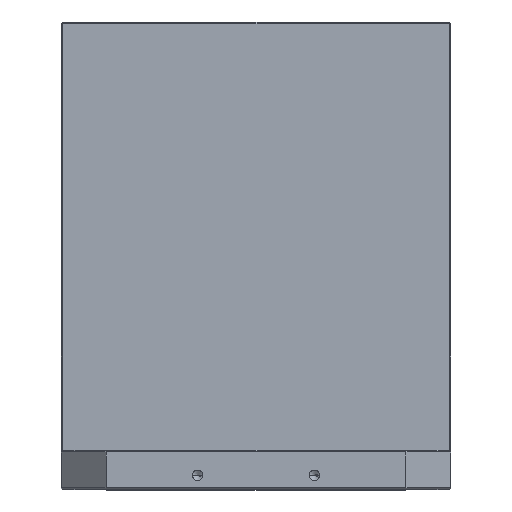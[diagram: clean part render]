
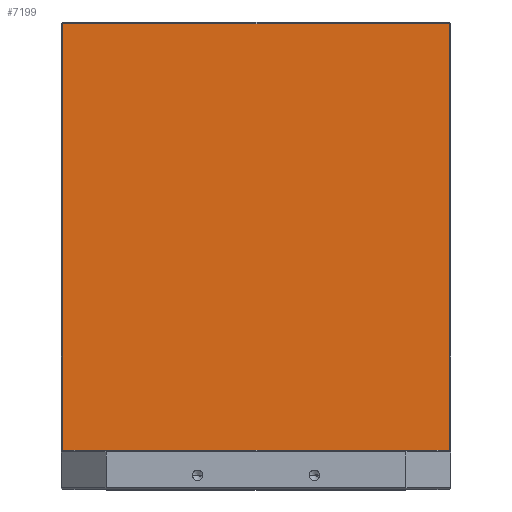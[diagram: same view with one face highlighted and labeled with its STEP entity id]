
A CAD part, top view. The second image highlights one B-rep face of the part: STEP entity #7199.
In plain terms, the highlighted planar face has unit normal (0, 0, 1).
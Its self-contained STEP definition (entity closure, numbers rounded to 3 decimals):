
#32 = EDGE_CURVE ( 'NONE', #6502, #3681, #3439, .T. ) ;
#140 = CARTESIAN_POINT ( 'NONE',  ( 250., 600., 100. ) ) ;
#1201 = VERTEX_POINT ( 'NONE', #5597 ) ;
#1286 = LINE ( 'NONE', #3144, #2130 ) ;
#1840 = FACE_OUTER_BOUND ( 'NONE', #2774, .T. ) ;
#2130 = VECTOR ( 'NONE', #7198, 1000. ) ;
#2645 = CARTESIAN_POINT ( 'NONE',  ( -248., 598., 100. ) ) ;
#2703 = DIRECTION ( 'NONE',  ( 0., 1., 0. ) ) ;
#2741 = VERTEX_POINT ( 'NONE', #2645 ) ;
#2774 = EDGE_LOOP ( 'NONE', ( #4952, #5825, #6436, #3939 ) ) ;
#2992 = VECTOR ( 'NONE', #6713, 1000. ) ;
#3144 = CARTESIAN_POINT ( 'NONE',  ( -248., 600., 100. ) ) ;
#3266 = DIRECTION ( 'NONE',  ( -1., 0., 0. ) ) ;
#3437 = VECTOR ( 'NONE', #2703, 1000. ) ;
#3439 = LINE ( 'NONE', #5774, #3437 ) ;
#3575 = CARTESIAN_POINT ( 'NONE',  ( 248., 50., 100. ) ) ;
#3681 = VERTEX_POINT ( 'NONE', #6221 ) ;
#3939 = ORIENTED_EDGE ( 'NONE', *, *, #5227, .T. ) ;
#3971 = EDGE_CURVE ( 'NONE', #3681, #2741, #5624, .T. ) ;
#4186 = DIRECTION ( 'NONE',  ( -1., 0., 0. ) ) ;
#4659 = PLANE ( 'NONE',  #7388 ) ;
#4875 = VECTOR ( 'NONE', #3266, 1000. ) ;
#4952 = ORIENTED_EDGE ( 'NONE', *, *, #6330, .T. ) ;
#5037 = LINE ( 'NONE', #6258, #2992 ) ;
#5227 = EDGE_CURVE ( 'NONE', #2741, #1201, #1286, .T. ) ;
#5597 = CARTESIAN_POINT ( 'NONE',  ( -248., 50., 100. ) ) ;
#5624 = LINE ( 'NONE', #6729, #4875 ) ;
#5774 = CARTESIAN_POINT ( 'NONE',  ( 248., 600., 100. ) ) ;
#5825 = ORIENTED_EDGE ( 'NONE', *, *, #32, .T. ) ;
#6221 = CARTESIAN_POINT ( 'NONE',  ( 248., 598., 100. ) ) ;
#6258 = CARTESIAN_POINT ( 'NONE',  ( 250., 50., 100. ) ) ;
#6330 = EDGE_CURVE ( 'NONE', #1201, #6502, #5037, .T. ) ;
#6436 = ORIENTED_EDGE ( 'NONE', *, *, #3971, .T. ) ;
#6502 = VERTEX_POINT ( 'NONE', #3575 ) ;
#6713 = DIRECTION ( 'NONE',  ( 1., 0., 0. ) ) ;
#6729 = CARTESIAN_POINT ( 'NONE',  ( -250., 598., 100. ) ) ;
#7111 = DIRECTION ( 'NONE',  ( 0., 0., -1. ) ) ;
#7198 = DIRECTION ( 'NONE',  ( 0., -1., 0. ) ) ;
#7199 = ADVANCED_FACE ( 'NONE', ( #1840 ), #4659, .F. ) ;
#7388 = AXIS2_PLACEMENT_3D ( 'NONE', #140, #7111, #4186 ) ;
